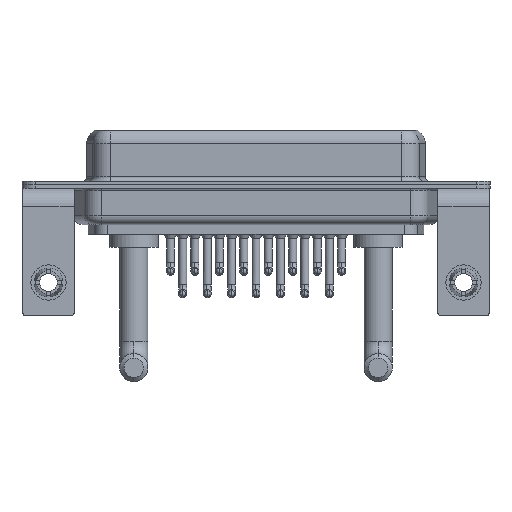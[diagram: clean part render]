
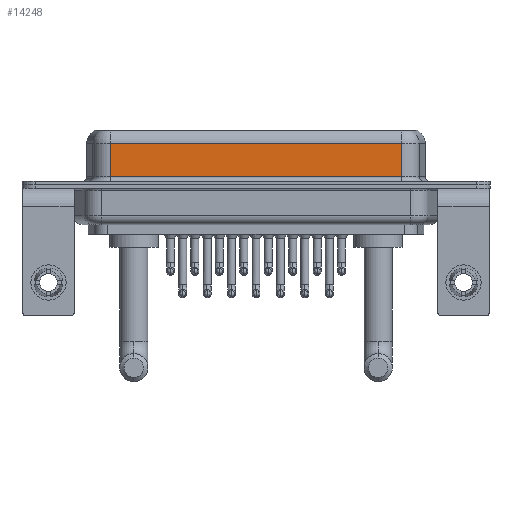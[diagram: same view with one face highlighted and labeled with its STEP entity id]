
A CAD part, front view. The second image highlights one B-rep face of the part: STEP entity #14248.
In plain terms, the highlighted planar face has unit normal (0, -1, 0).
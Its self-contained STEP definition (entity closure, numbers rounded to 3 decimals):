
#828 = ORIENTED_EDGE ( 'NONE', *, *, #17348, .T. ) ;
#3398 = DIRECTION ( 'NONE',  ( -1., 0., 0. ) ) ;
#4000 = PLANE ( 'NONE',  #8881 ) ;
#5050 = CARTESIAN_POINT ( 'NONE',  ( 40.037, -3.95, 4.65 ) ) ;
#5157 = EDGE_CURVE ( 'NONE', #15170, #11457, #12291, .T. ) ;
#6948 = LINE ( 'NONE', #7060, #18439 ) ;
#7060 = CARTESIAN_POINT ( 'NONE',  ( 7.013, -3.95, 6.4 ) ) ;
#7194 = ORIENTED_EDGE ( 'NONE', *, *, #19897, .T. ) ;
#7253 = EDGE_CURVE ( 'NONE', #15262, #11457, #20461, .T. ) ;
#7513 = DIRECTION ( 'NONE',  ( 0., 0., 1. ) ) ;
#8881 = AXIS2_PLACEMENT_3D ( 'NONE', #12700, #21734, #7513 ) ;
#9302 = FACE_OUTER_BOUND ( 'NONE', #14857, .T. ) ;
#10375 = DIRECTION ( 'NONE',  ( 0., 0., -1. ) ) ;
#11196 = CARTESIAN_POINT ( 'NONE',  ( 40.037, -3.95, 6.4 ) ) ;
#11325 = CARTESIAN_POINT ( 'NONE',  ( 7.013, -3.95, 0.9 ) ) ;
#11457 = VERTEX_POINT ( 'NONE', #20824 ) ;
#11572 = VECTOR ( 'NONE', #16826, 1000. ) ;
#11996 = LINE ( 'NONE', #5050, #15010 ) ;
#12069 = DIRECTION ( 'NONE',  ( 1., 0., 0. ) ) ;
#12291 = LINE ( 'NONE', #22868, #20440 ) ;
#12700 = CARTESIAN_POINT ( 'NONE',  ( 40.037, -3.95, 6.4 ) ) ;
#14248 = ADVANCED_FACE ( 'NONE', ( #9302 ), #4000, .F. ) ;
#14857 = EDGE_LOOP ( 'NONE', ( #17355, #828, #7194, #19491 ) ) ;
#15010 = VECTOR ( 'NONE', #3398, 1000. ) ;
#15170 = VERTEX_POINT ( 'NONE', #11325 ) ;
#15262 = VERTEX_POINT ( 'NONE', #22343 ) ;
#16826 = DIRECTION ( 'NONE',  ( 0., 0., -1. ) ) ;
#17348 = EDGE_CURVE ( 'NONE', #15262, #18146, #11996, .T. ) ;
#17355 = ORIENTED_EDGE ( 'NONE', *, *, #7253, .F. ) ;
#18146 = VERTEX_POINT ( 'NONE', #22142 ) ;
#18439 = VECTOR ( 'NONE', #10375, 1000. ) ;
#19491 = ORIENTED_EDGE ( 'NONE', *, *, #5157, .T. ) ;
#19897 = EDGE_CURVE ( 'NONE', #18146, #15170, #6948, .T. ) ;
#20440 = VECTOR ( 'NONE', #12069, 1000. ) ;
#20461 = LINE ( 'NONE', #11196, #11572 ) ;
#20824 = CARTESIAN_POINT ( 'NONE',  ( 40.037, -3.95, 0.9 ) ) ;
#21734 = DIRECTION ( 'NONE',  ( 0., 1., 0. ) ) ;
#22142 = CARTESIAN_POINT ( 'NONE',  ( 7.013, -3.95, 4.65 ) ) ;
#22343 = CARTESIAN_POINT ( 'NONE',  ( 40.037, -3.95, 4.65 ) ) ;
#22868 = CARTESIAN_POINT ( 'NONE',  ( 40.037, -3.95, 0.9 ) ) ;
